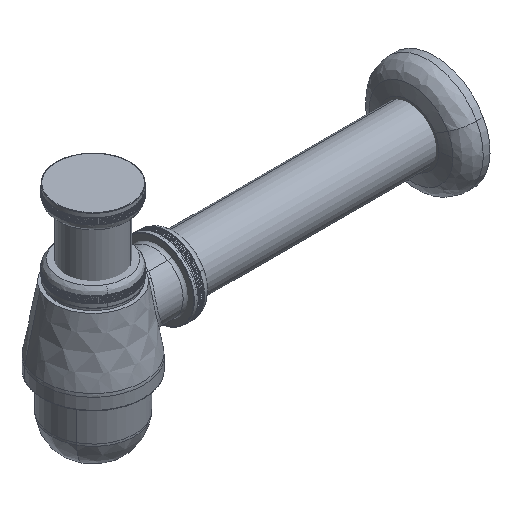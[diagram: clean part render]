
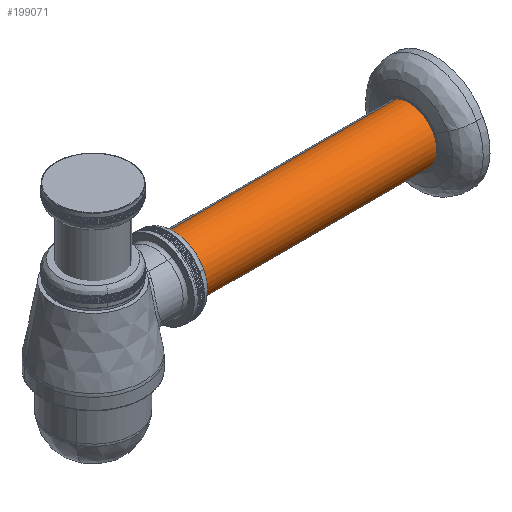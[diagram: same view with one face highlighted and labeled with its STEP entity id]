
A CAD part, isometric view. The second image highlights one B-rep face of the part: STEP entity #199071.
In plain terms, the highlighted cylindrical face has radius 16 mm (diameter 32 mm), a partial arc.
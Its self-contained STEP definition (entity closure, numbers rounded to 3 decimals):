
#198766=CARTESIAN_POINT(' ',(-7.671,-14.041,0.));
#198767=VERTEX_POINT(' ',#198766);
#198771=CARTESIAN_POINT(' ',(7.671,14.041,0.));
#198772=VERTEX_POINT(' ',#198771);
#198786=CARTESIAN_POINT(' ',(0.,0.,0.));
#198791=DIRECTION(' ',(-0.,0.,-1.));
#198796=DIRECTION(' ',(0.479,0.878,0.));
#198801=AXIS2_PLACEMENT_3D(' ',#198786,#198791,#198796);
#198806=CIRCLE('',#198801,16.);
#198811=EDGE_CURVE(' ',#198772,#198767,#198806,.T.);
#198861=CARTESIAN_POINT(' ',(7.671,14.041,0.));
#198866=DIRECTION(' ',(0.,0.,1.));
#198871=VECTOR(' ',#198866,1.);
#198876=LINE('',#198861,#198871);
#198881=CARTESIAN_POINT(' ',(7.671,14.041,165.));
#198882=VERTEX_POINT(' ',#198881);
#198886=EDGE_CURVE(' ',#198772,#198882,#198876,.T.);
#198901=CARTESIAN_POINT(' ',(-7.671,-14.041,0.));
#198906=DIRECTION(' ',(0.,0.,1.));
#198911=VECTOR(' ',#198906,1.);
#198916=LINE('',#198901,#198911);
#198921=CARTESIAN_POINT(' ',(-7.671,-14.041,165.));
#198922=VERTEX_POINT(' ',#198921);
#198926=EDGE_CURVE(' ',#198767,#198922,#198916,.T.);
#198986=CARTESIAN_POINT(' ',(0.,0.,95.));
#198991=DIRECTION(' ',(0.,0.,-1.));
#198996=DIRECTION(' ',(0.479,0.878,0.));
#199001=AXIS2_PLACEMENT_3D(' ',#198986,#198991,#198996);
#199006=CYLINDRICAL_SURFACE(' ',#199001,16.);
#199011=ORIENTED_EDGE(' ',*,*,#198926,.F.);
#199016=ORIENTED_EDGE(' ',*,*,#198811,.F.);
#199021=ORIENTED_EDGE(' ',*,*,#198886,.T.);
#199026=CARTESIAN_POINT(' ',(0.,0.,165.));
#199031=DIRECTION(' ',(0.,0.,1.));
#199036=DIRECTION(' ',(-0.479,-0.878,0.));
#199041=AXIS2_PLACEMENT_3D(' ',#199026,#199031,#199036);
#199046=CIRCLE('',#199041,16.);
#199051=EDGE_CURVE(' ',#198922,#198882,#199046,.T.);
#199056=ORIENTED_EDGE(' ',*,*,#199051,.F.);
#199061=EDGE_LOOP(' ',(#199011,#199016,#199021,#199056));
#199066=FACE_OUTER_BOUND(' ',#199061,.T.);
#199071=ADVANCED_FACE('',(#199066),#199006,.T.);
